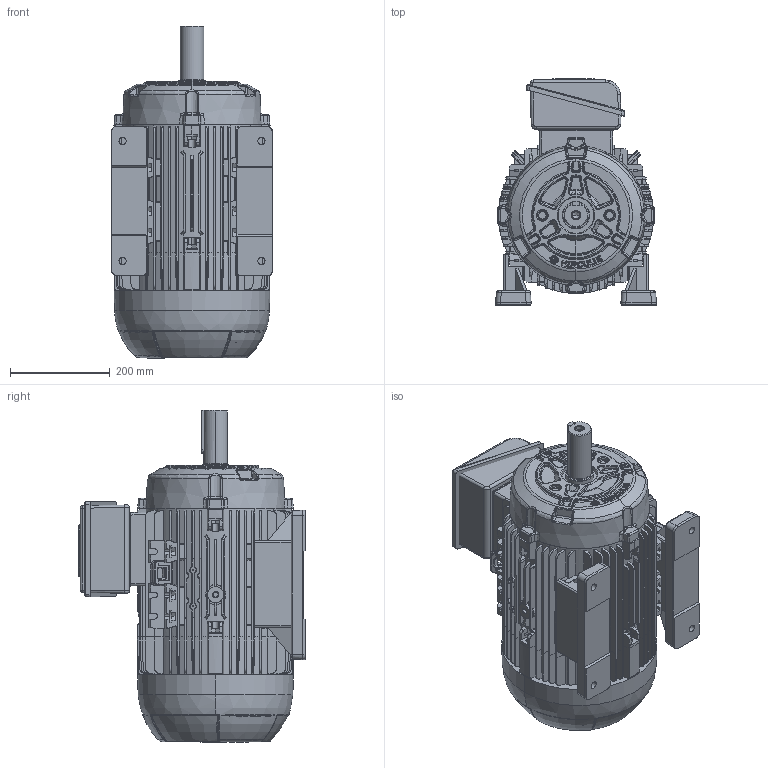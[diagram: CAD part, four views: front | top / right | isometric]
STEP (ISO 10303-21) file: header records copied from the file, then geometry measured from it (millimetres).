
FILE_DESCRIPTION (( 'STEP AP203' ), '1' );
FILE_NAME ('180L_CP_ST_TOP.STEP', '2022-07-18T01:41:04', ( '' ), ( '' ), 'SwSTEP 2.0', 'SolidWorks 2020', '' );
FILE_SCHEMA (( 'CONFIG_CONTROL_DESIGN' ));
Length unit declared in the file: millimetre
Products named in the file (10): Eixo IEC180 - 4P_50.5342.008 (L); 105030278_casca; 105006202_casca_USINADO; 105006204-205_casca_50.5307.125 (L); 105035283_casca_50.5307.145; 105032 DIN6885 AB - ABNT C_10.5032.050; 105035272_casca_50.5307.116; 105006203_casca_Usinado; 180L_CP_ST_TOP; 105035282_casca_50.5307.144
Assembly tree (9 placements, depth 2):
  180L_CP_ST_TOP
    Eixo IEC180 - 4P_50.5342.008 (L)
    105030278_casca
    105032 DIN6885 AB - ABNT C_10.5032.050
    105035272_casca_50.5307.116
    105035282_casca_50.5307.144
    105035283_casca_50.5307.145
    105006204-205_casca_50.5307.125 (L)
    105006203_casca_Usinado
    105006202_casca_USINADO
Bounding box: 322.6 x 454.49 x 667 mm (x, y, z)
Volume: 42582947.5 mm3; surface area: 1892196.5 mm2
Topology: 9 solids, 12 shells, 4399 faces, 11298 edges, 7013 vertices
Faces by surface type: plane 1598, cylinder 1141, bspline 1036, cone 325, torus 173, sphere 126
Entity records: 172035 total; most frequent: CARTESIAN_POINT 76136, ORIENTED_EDGE 22544, DIRECTION 16482, EDGE_CURVE 11272, VERTEX_POINT 7001, AXIS2_PLACEMENT_3D 5786, LINE 4910, VECTOR 4910
